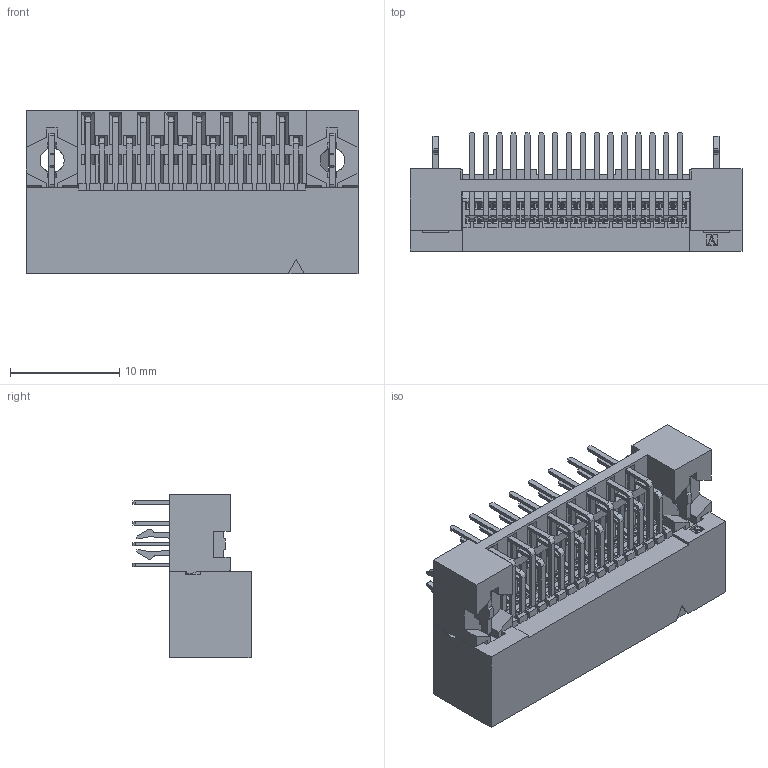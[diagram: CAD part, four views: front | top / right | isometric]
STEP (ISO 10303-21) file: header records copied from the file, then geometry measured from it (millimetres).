
FILE_DESCRIPTION( ('This file contains a STEP AP42 implementation' ,'as created by ZW3D STEP Interface translator.') ,'2;1' );
FILE_NAME( '6320H-XXXRDWXPWX01.stp' ,'231028.161232', (''), ('ZWCAD Software Co.'), 'Version 1.0', 'ZW3D to STEP translator', '' );
FILE_SCHEMA(('AUTOMOTIVE_DESIGN { 1 0 10303 214 1 1 1 1 }'));
Length unit declared in the file: millimetre
Products named in the file (1): 0
Bounding box: 30.37 x 10.8 x 15 mm (x, y, z)
Volume: 1411.3 mm3
Topology: 1 solids, 3 shells, 2576 faces, 7252 edges, 4718 vertices
Faces by surface type: plane 2067, cylinder 357, bspline 148, torus 4
Entity records: 84927 total; most frequent: CARTESIAN_POINT 17417, ORIENTED_EDGE 14508, DIRECTION 11906, EDGE_CURVE 7254, VECTOR 5878, LINE 5878, VERTEX_POINT 4718, AXIS2_PLACEMENT_3D 3014
